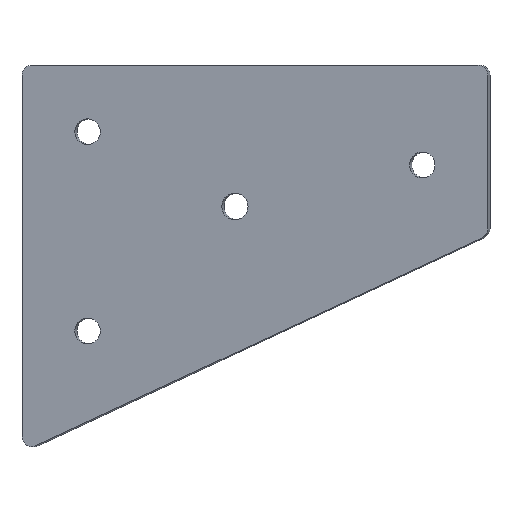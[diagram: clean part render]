
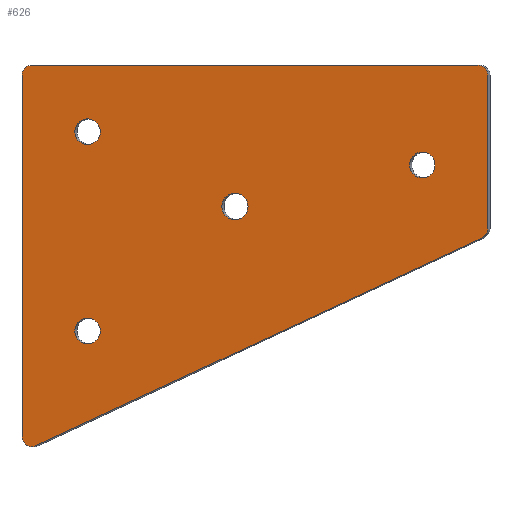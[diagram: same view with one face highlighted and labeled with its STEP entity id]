
A CAD part, left-side view. The second image highlights one B-rep face of the part: STEP entity #626.
In plain terms, the highlighted planar face has unit normal (-0.986, 0.165, 0).
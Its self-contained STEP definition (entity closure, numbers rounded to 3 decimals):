
#4 = DIRECTION ( 'NONE',  ( 0.986, -0.165, 0. ) ) ;
#8 = VERTEX_POINT ( 'NONE', #325 ) ;
#9 = VECTOR ( 'NONE', #217, 1000. ) ;
#14 = VERTEX_POINT ( 'NONE', #530 ) ;
#21 = DIRECTION ( 'NONE',  ( 0., 0., 1. ) ) ;
#22 = CARTESIAN_POINT ( 'NONE',  ( 86.515, 93.158, 51.1 ) ) ;
#24 = DIRECTION ( 'NONE',  ( -0.986, 0.165, 0. ) ) ;
#27 = EDGE_CURVE ( 'NONE', #116, #255, #482, .T. ) ;
#33 = EDGE_CURVE ( 'NONE', #307, #572, #448, .T. ) ;
#41 = ORIENTED_EDGE ( 'NONE', *, *, #379, .T. ) ;
#44 = VERTEX_POINT ( 'NONE', #87 ) ;
#45 = CIRCLE ( 'NONE', #69, 4. ) ;
#46 = EDGE_CURVE ( 'NONE', #490, #647, #45, .T. ) ;
#48 = DIRECTION ( 'NONE',  ( 0.165, 0.986, 0. ) ) ;
#59 = EDGE_CURVE ( 'NONE', #307, #44, #380, .T. ) ;
#69 = AXIS2_PLACEMENT_3D ( 'NONE', #432, #230, #419 ) ;
#74 = VERTEX_POINT ( 'NONE', #533 ) ;
#79 = AXIS2_PLACEMENT_3D ( 'NONE', #576, #229, #580 ) ;
#84 = VECTOR ( 'NONE', #21, 1000. ) ;
#87 = CARTESIAN_POINT ( 'NONE',  ( 63.095, -47.083, 1.922 ) ) ;
#93 = DIRECTION ( 'NONE',  ( -0.165, -0.986, 0. ) ) ;
#99 = CARTESIAN_POINT ( 'NONE',  ( 86.515, 93.158, -60.714 ) ) ;
#102 = CARTESIAN_POINT ( 'NONE',  ( 66.389, -27.357, 21.1 ) ) ;
#105 = DIRECTION ( 'NONE',  ( 0.986, -0.165, 0. ) ) ;
#107 = VERTEX_POINT ( 'NONE', #292 ) ;
#116 = VERTEX_POINT ( 'NONE', #99 ) ;
#122 = EDGE_LOOP ( 'NONE', ( #473, #556 ) ) ;
#130 = FACE_BOUND ( 'NONE', #666, .T. ) ;
#134 = DIRECTION ( 'NONE',  ( -0.986, 0.165, 0. ) ) ;
#138 = VERTEX_POINT ( 'NONE', #552 ) ;
#144 = DIRECTION ( 'NONE',  ( -0.986, 0.165, 0. ) ) ;
#145 = VERTEX_POINT ( 'NONE', #388 ) ;
#155 = DIRECTION ( 'NONE',  ( 0.986, -0.165, 0. ) ) ;
#161 = EDGE_LOOP ( 'NONE', ( #338, #539 ) ) ;
#164 = ORIENTED_EDGE ( 'NONE', *, *, #59, .F. ) ;
#166 = AXIS2_PLACEMENT_3D ( 'NONE', #102, #4, #201 ) ;
#170 = CIRCLE ( 'NONE', #304, 3. ) ;
#174 = CARTESIAN_POINT ( 'NONE',  ( 63.095, -47.083, 0. ) ) ;
#184 = DIRECTION ( 'NONE',  ( 0.986, -0.165, 0. ) ) ;
#191 = VECTOR ( 'NONE', #414, 1000. ) ;
#197 = ORIENTED_EDGE ( 'NONE', *, *, #341, .T. ) ;
#201 = DIRECTION ( 'NONE',  ( 0.165, 0.986, 0. ) ) ;
#208 = CARTESIAN_POINT ( 'NONE',  ( 86.515, 93.158, 48.1 ) ) ;
#209 = EDGE_LOOP ( 'NONE', ( #321, #197 ) ) ;
#214 = ORIENTED_EDGE ( 'NONE', *, *, #312, .T. ) ;
#216 = CIRCLE ( 'NONE', #276, 3.875 ) ;
#217 = DIRECTION ( 'NONE',  ( -0.165, -0.986, 0. ) ) ;
#218 = EDGE_CURVE ( 'NONE', #74, #44, #170, .T. ) ;
#222 = EDGE_CURVE ( 'NONE', #74, #522, #492, .T. ) ;
#226 = CIRCLE ( 'NONE', #594, 3.875 ) ;
#227 = CARTESIAN_POINT ( 'NONE',  ( 83.22, 73.431, 31.1 ) ) ;
#229 = DIRECTION ( 'NONE',  ( 0.986, -0.165, 0. ) ) ;
#230 = DIRECTION ( 'NONE',  ( 0.986, -0.165, 0. ) ) ;
#233 = FACE_OUTER_BOUND ( 'NONE', #502, .T. ) ;
#242 = CIRCLE ( 'NONE', #636, 3.875 ) ;
#249 = ORIENTED_EDGE ( 'NONE', *, *, #33, .T. ) ;
#255 = VERTEX_POINT ( 'NONE', #208 ) ;
#271 = CARTESIAN_POINT ( 'NONE',  ( 63.589, -44.124, 48.1 ) ) ;
#274 = CIRCLE ( 'NONE', #327, 3.875 ) ;
#276 = AXIS2_PLACEMENT_3D ( 'NONE', #408, #105, #638 ) ;
#280 = DIRECTION ( 'NONE',  ( 0.165, 0.986, 0. ) ) ;
#289 = EDGE_CURVE ( 'NONE', #579, #8, #242, .T. ) ;
#292 = CARTESIAN_POINT ( 'NONE',  ( 67.027, -23.534, 21.1 ) ) ;
#295 = CIRCLE ( 'NONE', #166, 3.875 ) ;
#298 = CARTESIAN_POINT ( 'NONE',  ( 75.149, 25.1, 8.6 ) ) ;
#300 = CARTESIAN_POINT ( 'NONE',  ( 86.021, 90.199, -60.714 ) ) ;
#303 = CARTESIAN_POINT ( 'NONE',  ( 85.814, 88.962, -63.439 ) ) ;
#304 = AXIS2_PLACEMENT_3D ( 'NONE', #593, #144, #93 ) ;
#307 = VERTEX_POINT ( 'NONE', #510 ) ;
#308 = CARTESIAN_POINT ( 'NONE',  ( 63.095, -47.083, 51.1 ) ) ;
#310 = FACE_BOUND ( 'NONE', #122, .T. ) ;
#312 = EDGE_CURVE ( 'NONE', #640, #255, #658, .T. ) ;
#315 = DIRECTION ( 'NONE',  ( -0.165, -0.986, 0. ) ) ;
#321 = ORIENTED_EDGE ( 'NONE', *, *, #289, .T. ) ;
#322 = FACE_BOUND ( 'NONE', #161, .T. ) ;
#325 = CARTESIAN_POINT ( 'NONE',  ( 83.859, 77.253, -28.9 ) ) ;
#327 = AXIS2_PLACEMENT_3D ( 'NONE', #401, #155, #555 ) ;
#330 = AXIS2_PLACEMENT_3D ( 'NONE', #227, #184, #280 ) ;
#336 = AXIS2_PLACEMENT_3D ( 'NONE', #271, #134, #486 ) ;
#337 = CARTESIAN_POINT ( 'NONE',  ( 82.582, 69.609, -28.9 ) ) ;
#338 = ORIENTED_EDGE ( 'NONE', *, *, #46, .T. ) ;
#341 = EDGE_CURVE ( 'NONE', #8, #579, #226, .T. ) ;
#344 = ORIENTED_EDGE ( 'NONE', *, *, #569, .T. ) ;
#356 = LINE ( 'NONE', #308, #9 ) ;
#368 = DIRECTION ( 'NONE',  ( 0.986, -0.165, 0. ) ) ;
#376 = PLANE ( 'NONE',  #584 ) ;
#379 = EDGE_CURVE ( 'NONE', #107, #138, #274, .T. ) ;
#380 = LINE ( 'NONE', #174, #434 ) ;
#381 = CIRCLE ( 'NONE', #330, 3.875 ) ;
#388 = CARTESIAN_POINT ( 'NONE',  ( 83.859, 77.253, 31.1 ) ) ;
#401 = CARTESIAN_POINT ( 'NONE',  ( 66.389, -27.357, 21.1 ) ) ;
#404 = DIRECTION ( 'NONE',  ( 0.986, -0.165, 0. ) ) ;
#406 = ORIENTED_EDGE ( 'NONE', *, *, #495, .F. ) ;
#408 = CARTESIAN_POINT ( 'NONE',  ( 83.22, 73.431, 31.1 ) ) ;
#409 = CARTESIAN_POINT ( 'NONE',  ( 83.22, 73.431, -28.9 ) ) ;
#414 = DIRECTION ( 'NONE',  ( 0.15, 0.896, -0.418 ) ) ;
#415 = ORIENTED_EDGE ( 'NONE', *, *, #27, .F. ) ;
#419 = DIRECTION ( 'NONE',  ( 0.165, 0.986, 0. ) ) ;
#422 = AXIS2_PLACEMENT_3D ( 'NONE', #571, #609, #315 ) ;
#428 = DIRECTION ( 'NONE',  ( -0.165, -0.986, 0. ) ) ;
#432 = CARTESIAN_POINT ( 'NONE',  ( 75.808, 29.046, 8.6 ) ) ;
#434 = VECTOR ( 'NONE', #476, 1000. ) ;
#448 = CIRCLE ( 'NONE', #336, 3. ) ;
#473 = ORIENTED_EDGE ( 'NONE', *, *, #575, .T. ) ;
#476 = DIRECTION ( 'NONE',  ( 0., 0., -1. ) ) ;
#479 = CIRCLE ( 'NONE', #562, 3. ) ;
#482 = LINE ( 'NONE', #22, #84 ) ;
#483 = CARTESIAN_POINT ( 'NONE',  ( 69.032, -11.528, 0. ) ) ;
#486 = DIRECTION ( 'NONE',  ( -0.165, -0.986, 0. ) ) ;
#490 = VERTEX_POINT ( 'NONE', #298 ) ;
#492 = LINE ( 'NONE', #668, #191 ) ;
#495 = EDGE_CURVE ( 'NONE', #640, #572, #356, .T. ) ;
#497 = CIRCLE ( 'NONE', #79, 4. ) ;
#500 = DIRECTION ( 'NONE',  ( -0.165, -0.986, 0. ) ) ;
#501 = DIRECTION ( 'NONE',  ( 0.165, 0.986, 0. ) ) ;
#502 = EDGE_LOOP ( 'NONE', ( #415, #590, #587, #672, #164, #249, #406, #214 ) ) ;
#504 = EDGE_CURVE ( 'NONE', #116, #522, #479, .T. ) ;
#510 = CARTESIAN_POINT ( 'NONE',  ( 63.095, -47.083, 48.1 ) ) ;
#513 = CARTESIAN_POINT ( 'NONE',  ( 83.22, 73.431, -28.9 ) ) ;
#522 = VERTEX_POINT ( 'NONE', #303 ) ;
#523 = CARTESIAN_POINT ( 'NONE',  ( 86.021, 90.199, 51.1 ) ) ;
#530 = CARTESIAN_POINT ( 'NONE',  ( 82.582, 69.609, 31.1 ) ) ;
#532 = CARTESIAN_POINT ( 'NONE',  ( 76.467, 32.991, 8.6 ) ) ;
#533 = CARTESIAN_POINT ( 'NONE',  ( 63.382, -45.361, -0.803 ) ) ;
#535 = FACE_BOUND ( 'NONE', #209, .T. ) ;
#539 = ORIENTED_EDGE ( 'NONE', *, *, #596, .T. ) ;
#552 = CARTESIAN_POINT ( 'NONE',  ( 65.751, -31.179, 21.1 ) ) ;
#555 = DIRECTION ( 'NONE',  ( 0.165, 0.986, 0. ) ) ;
#556 = ORIENTED_EDGE ( 'NONE', *, *, #651, .T. ) ;
#562 = AXIS2_PLACEMENT_3D ( 'NONE', #300, #611, #500 ) ;
#569 = EDGE_CURVE ( 'NONE', #138, #107, #295, .T. ) ;
#571 = CARTESIAN_POINT ( 'NONE',  ( 86.021, 90.199, 48.1 ) ) ;
#572 = VERTEX_POINT ( 'NONE', #673 ) ;
#575 = EDGE_CURVE ( 'NONE', #14, #145, #216, .T. ) ;
#576 = CARTESIAN_POINT ( 'NONE',  ( 75.808, 29.046, 8.6 ) ) ;
#579 = VERTEX_POINT ( 'NONE', #337 ) ;
#580 = DIRECTION ( 'NONE',  ( 0.165, 0.986, 0. ) ) ;
#584 = AXIS2_PLACEMENT_3D ( 'NONE', #483, #24, #428 ) ;
#587 = ORIENTED_EDGE ( 'NONE', *, *, #222, .F. ) ;
#590 = ORIENTED_EDGE ( 'NONE', *, *, #504, .T. ) ;
#593 = CARTESIAN_POINT ( 'NONE',  ( 63.589, -44.124, 1.922 ) ) ;
#594 = AXIS2_PLACEMENT_3D ( 'NONE', #513, #404, #48 ) ;
#596 = EDGE_CURVE ( 'NONE', #647, #490, #497, .T. ) ;
#609 = DIRECTION ( 'NONE',  ( -0.986, 0.165, 0. ) ) ;
#611 = DIRECTION ( 'NONE',  ( -0.986, 0.165, 0. ) ) ;
#626 = ADVANCED_FACE ( 'NONE', ( #322, #310, #233, #535, #130 ), #376, .T. ) ;
#636 = AXIS2_PLACEMENT_3D ( 'NONE', #409, #368, #501 ) ;
#638 = DIRECTION ( 'NONE',  ( 0.165, 0.986, 0. ) ) ;
#640 = VERTEX_POINT ( 'NONE', #523 ) ;
#647 = VERTEX_POINT ( 'NONE', #532 ) ;
#651 = EDGE_CURVE ( 'NONE', #145, #14, #381, .T. ) ;
#658 = CIRCLE ( 'NONE', #422, 3. ) ;
#666 = EDGE_LOOP ( 'NONE', ( #344, #41 ) ) ;
#668 = CARTESIAN_POINT ( 'NONE',  ( 86.515, 93.158, -65.395 ) ) ;
#672 = ORIENTED_EDGE ( 'NONE', *, *, #218, .T. ) ;
#673 = CARTESIAN_POINT ( 'NONE',  ( 63.589, -44.124, 51.1 ) ) ;
